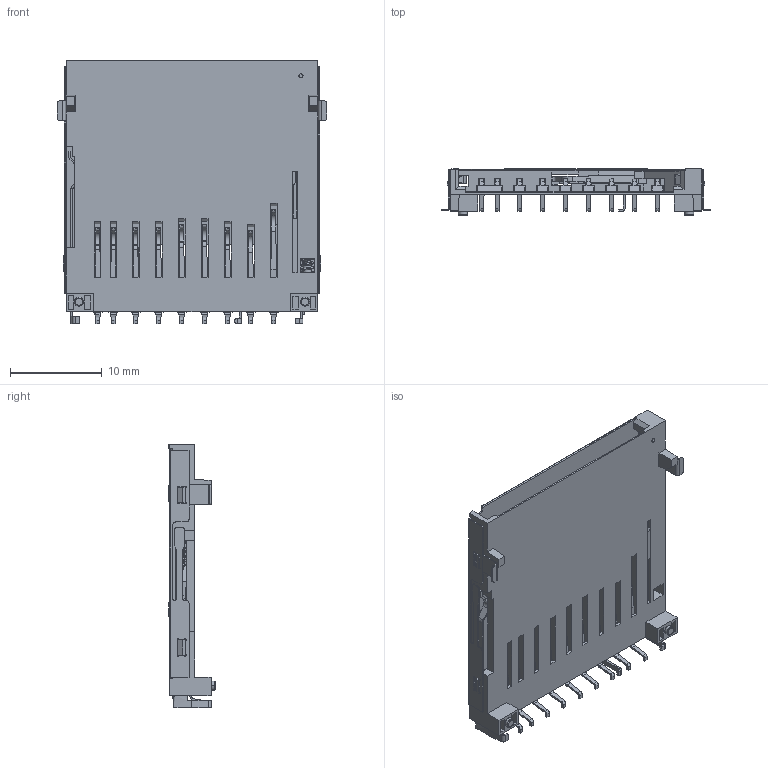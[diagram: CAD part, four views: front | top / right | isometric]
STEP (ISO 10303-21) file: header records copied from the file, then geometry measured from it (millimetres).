
FILE_DESCRIPTION((''),'2;1');
FILE_NAME('C-SD_PUSH_18_ASM','2021-07-19T',('rosey.wang'),(''),'PRO/ENGINEER BY PARAMETRIC TECHNOLOGY CORPORATION, 2010280','PRO/ENGINEER BY PARAMETRIC TECHNOLOGY CORPORATION, 2010280','');
FILE_SCHEMA(('AUTOMOTIVE_DESIGN { 1 0 10303 214 1 1 1 1 }'));
Products named in the file (1): C-SD_PUSH_18_ASM
Bounding box: 29.3 x 5.05 x 28.65 mm (x, y, z)
Volume: 565.2 mm3; surface area: 4252.8 mm2
Topology: 1 solids, 4 shells, 1676 faces, 4489 edges, 2766 vertices
Faces by surface type: plane 1160, cylinder 377, bspline 110, sphere 14, torus 6, cone 5, extrusion 4
Entity records: 72086 total; most frequent: CARTESIAN_POINT 18740, ORIENTED_EDGE 8964, DIRECTION 7767, EDGE_CURVE 4489, VECTOR 3525, LINE 3521, VERTEX_POINT 2766, PRESENTATION_STYLE_ASSIGNMENT 2432
